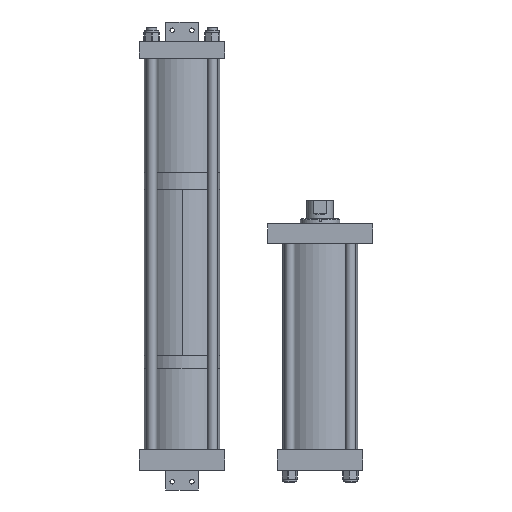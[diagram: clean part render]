
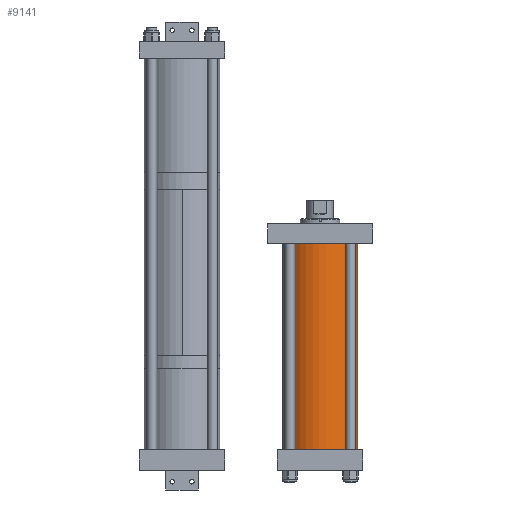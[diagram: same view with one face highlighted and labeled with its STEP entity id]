
A CAD part, front view. The second image highlights one B-rep face of the part: STEP entity #9141.
In plain terms, the highlighted cylindrical face has radius 73.025 mm (diameter 146.05 mm), a partial arc.
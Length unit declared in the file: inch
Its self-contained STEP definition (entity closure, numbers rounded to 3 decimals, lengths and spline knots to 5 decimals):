
#118 = VECTOR ( 'NONE', #4917, 39.37008 ) ;
#121 = VERTEX_POINT ( 'NONE', #909 ) ;
#824 = VERTEX_POINT ( 'NONE', #3748 ) ;
#909 = CARTESIAN_POINT ( 'NONE',  ( -2.875, 0., 15.689 ) ) ;
#1039 = DIRECTION ( 'NONE',  ( 0., 0., 1. ) ) ;
#1263 = VECTOR ( 'NONE', #3928, 39.37008 ) ;
#1361 = CIRCLE ( 'NONE', #3559, 2.875 ) ;
#1488 = FACE_OUTER_BOUND ( 'NONE', #15567, .T. ) ;
#2200 = DIRECTION ( 'NONE',  ( 1., 0., 0. ) ) ;
#2667 = ORIENTED_EDGE ( 'NONE', *, *, #15314, .T. ) ;
#3559 = AXIS2_PLACEMENT_3D ( 'NONE', #9520, #14525, #6038 ) ;
#3608 = CARTESIAN_POINT ( 'NONE',  ( 2.875, 0., 15.689 ) ) ;
#3654 = CARTESIAN_POINT ( 'NONE',  ( 0., 0., 15.689 ) ) ;
#3748 = CARTESIAN_POINT ( 'NONE',  ( 2.875, 0., 0. ) ) ;
#3928 = DIRECTION ( 'NONE',  ( 0., 0., -1. ) ) ;
#4178 = VERTEX_POINT ( 'NONE', #6934 ) ;
#4211 = CARTESIAN_POINT ( 'NONE',  ( -2.875, 0., 0. ) ) ;
#4531 = VERTEX_POINT ( 'NONE', #4211 ) ;
#4917 = DIRECTION ( 'NONE',  ( 0., 0., -1. ) ) ;
#6038 = DIRECTION ( 'NONE',  ( 1., 0., 0. ) ) ;
#6133 = EDGE_CURVE ( 'NONE', #4178, #824, #9776, .T. ) ;
#6359 = CARTESIAN_POINT ( 'NONE',  ( -2.875, 0., 15.689 ) ) ;
#6552 = CIRCLE ( 'NONE', #15609, 2.875 ) ;
#6934 = CARTESIAN_POINT ( 'NONE',  ( 2.875, 0., 15.689 ) ) ;
#9141 = ADVANCED_FACE ( 'NONE', ( #1488 ), #13782, .T. ) ;
#9520 = CARTESIAN_POINT ( 'NONE',  ( 0., 0., 0. ) ) ;
#9776 = LINE ( 'NONE', #3608, #118 ) ;
#10811 = EDGE_CURVE ( 'NONE', #121, #4531, #15278, .T. ) ;
#11124 = ORIENTED_EDGE ( 'NONE', *, *, #6133, .T. ) ;
#11940 = EDGE_CURVE ( 'NONE', #4178, #121, #6552, .T. ) ;
#12146 = DIRECTION ( 'NONE',  ( 0., 0., -1. ) ) ;
#12460 = DIRECTION ( 'NONE',  ( -1., 0., 0. ) ) ;
#13109 = CARTESIAN_POINT ( 'NONE',  ( 0., 0., 15.689 ) ) ;
#13153 = ORIENTED_EDGE ( 'NONE', *, *, #10811, .F. ) ;
#13782 = CYLINDRICAL_SURFACE ( 'NONE', #13964, 2.875 ) ;
#13964 = AXIS2_PLACEMENT_3D ( 'NONE', #3654, #12146, #12460 ) ;
#14459 = ORIENTED_EDGE ( 'NONE', *, *, #11940, .F. ) ;
#14525 = DIRECTION ( 'NONE',  ( 0., 0., 1. ) ) ;
#15278 = LINE ( 'NONE', #6359, #1263 ) ;
#15314 = EDGE_CURVE ( 'NONE', #824, #4531, #1361, .T. ) ;
#15567 = EDGE_LOOP ( 'NONE', ( #14459, #11124, #2667, #13153 ) ) ;
#15609 = AXIS2_PLACEMENT_3D ( 'NONE', #13109, #1039, #2200 ) ;
